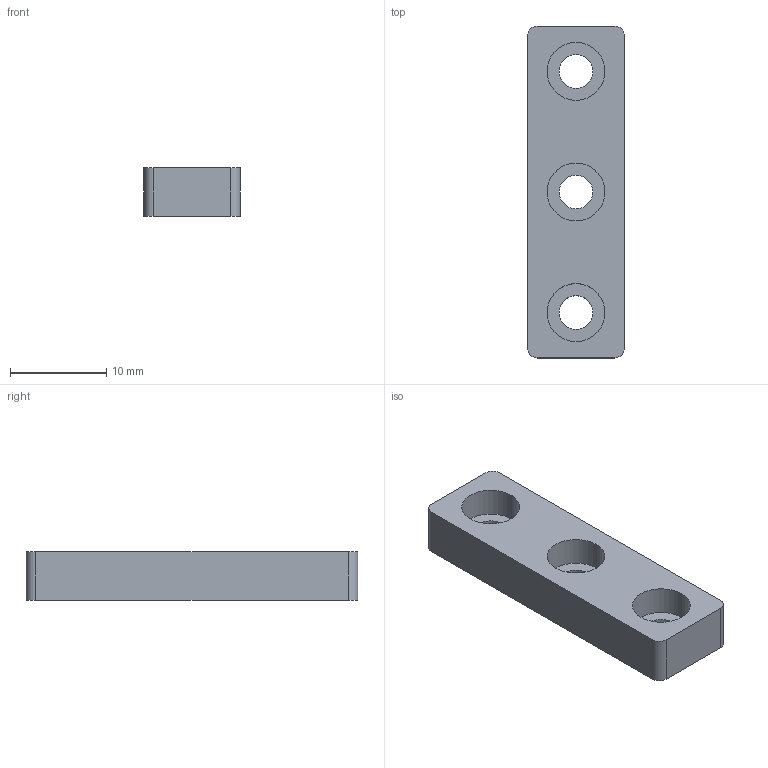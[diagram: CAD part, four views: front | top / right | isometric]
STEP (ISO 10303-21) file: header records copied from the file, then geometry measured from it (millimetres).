
FILE_DESCRIPTION((''),'2;1');
FILE_NAME('BELT_CLAMP','2023-02-15T17:17:45',('matteo.grassi'),(''),'CREO PARAMETRIC BY PTC INC, 2018020','CREO PARAMETRIC BY PTC INC, 2018020','');
FILE_SCHEMA(('AUTOMOTIVE_DESIGN { 1 0 10303 214 1 1 1 1 }'));
Length unit declared in the file: millimetre
Products named in the file (1): BELT_CLAMP
Bounding box: 10 x 34.4 x 5 mm (x, y, z)
Volume: 1403.5 mm3; surface area: 1299.6 mm2
Topology: 1 solids, 1 shells, 25 faces, 68 edges, 48 vertices
Faces by surface type: cylinder 16, plane 9
Entity records: 1211 total; most frequent: DIRECTION 160, CARTESIAN_POINT 144, ORIENTED_EDGE 136, COLOUR_RGB 106, PRESENTATION_STYLE_ASSIGNMENT 69, STYLED_ITEM 69, CURVE_STYLE 68, EDGE_CURVE 68
